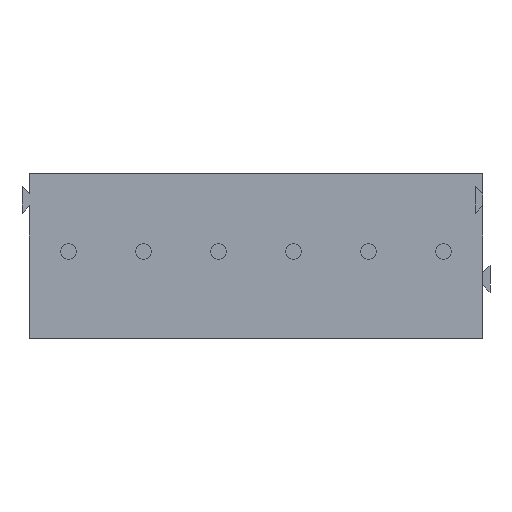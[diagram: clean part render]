
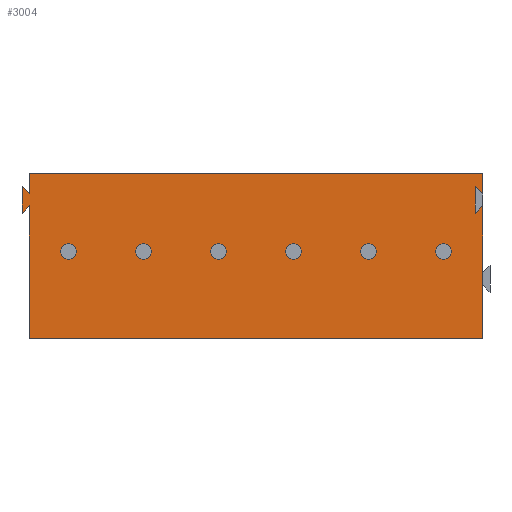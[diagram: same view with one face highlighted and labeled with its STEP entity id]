
A CAD part, front view. The second image highlights one B-rep face of the part: STEP entity #3004.
In plain terms, the highlighted planar face has unit normal (0, -1, 0).
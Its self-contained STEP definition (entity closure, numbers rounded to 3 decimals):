
#159=FACE_BOUND('',#559,.T.);
#160=FACE_BOUND('',#560,.T.);
#161=FACE_BOUND('',#561,.T.);
#162=FACE_BOUND('',#562,.T.);
#163=FACE_BOUND('',#563,.T.);
#164=FACE_BOUND('',#564,.T.);
#172=CIRCLE('',#3051,0.525);
#178=CIRCLE('',#3080,0.525);
#184=CIRCLE('',#3109,0.525);
#190=CIRCLE('',#3138,0.525);
#196=CIRCLE('',#3167,0.525);
#202=CIRCLE('',#3199,0.525);
#370=FACE_OUTER_BOUND('',#558,.T.);
#558=EDGE_LOOP('',(#2671,#2672,#2673,#2674,#2675,#2676,#2677,#2678,#2679,
#2680,#2681,#2682));
#559=EDGE_LOOP('',(#2683));
#560=EDGE_LOOP('',(#2684));
#561=EDGE_LOOP('',(#2685));
#562=EDGE_LOOP('',(#2686));
#563=EDGE_LOOP('',(#2687));
#564=EDGE_LOOP('',(#2688));
#596=LINE('',#4071,#944);
#600=LINE('',#4079,#948);
#606=LINE('',#4092,#954);
#610=LINE('',#4101,#958);
#613=LINE('',#4105,#961);
#617=LINE('',#4113,#965);
#619=LINE('',#4118,#967);
#622=LINE('',#4122,#970);
#899=LINE('',#4768,#1247);
#910=LINE('',#4801,#1258);
#911=LINE('',#4802,#1259);
#912=LINE('',#4804,#1260);
#944=VECTOR('',#3296,10.);
#948=VECTOR('',#3300,10.);
#954=VECTOR('',#3308,10.);
#958=VECTOR('',#3314,10.);
#961=VECTOR('',#3319,10.);
#965=VECTOR('',#3327,10.);
#967=VECTOR('',#3331,10.);
#970=VECTOR('',#3336,10.);
#1247=VECTOR('',#3949,10.);
#1258=VECTOR('',#3986,10.);
#1259=VECTOR('',#3987,10.);
#1260=VECTOR('',#3990,10.);
#1289=VERTEX_POINT('',#4068);
#1290=VERTEX_POINT('',#4070);
#1293=VERTEX_POINT('',#4076);
#1294=VERTEX_POINT('',#4078);
#1299=VERTEX_POINT('',#4089);
#1300=VERTEX_POINT('',#4091);
#1303=VERTEX_POINT('',#4098);
#1304=VERTEX_POINT('',#4100);
#1306=VERTEX_POINT('',#4111);
#1308=VERTEX_POINT('',#4117);
#1310=VERTEX_POINT('',#4127);
#1344=VERTEX_POINT('',#4235);
#1378=VERTEX_POINT('',#4343);
#1412=VERTEX_POINT('',#4451);
#1446=VERTEX_POINT('',#4559);
#1483=VERTEX_POINT('',#4679);
#1509=VERTEX_POINT('',#4766);
#1518=VERTEX_POINT('',#4799);
#1556=EDGE_CURVE('',#1290,#1289,#596,.T.);
#1560=EDGE_CURVE('',#1294,#1293,#600,.T.);
#1566=EDGE_CURVE('',#1300,#1299,#606,.T.);
#1570=EDGE_CURVE('',#1304,#1303,#610,.T.);
#1573=EDGE_CURVE('',#1303,#1300,#613,.T.);
#1577=EDGE_CURVE('',#1293,#1306,#617,.T.);
#1579=EDGE_CURVE('',#1308,#1290,#619,.T.);
#1582=EDGE_CURVE('',#1306,#1308,#622,.T.);
#1584=EDGE_CURVE('',#1310,#1310,#172,.T.);
#1635=EDGE_CURVE('',#1344,#1344,#178,.T.);
#1686=EDGE_CURVE('',#1378,#1378,#184,.T.);
#1737=EDGE_CURVE('',#1412,#1412,#190,.T.);
#1788=EDGE_CURVE('',#1446,#1446,#196,.T.);
#1845=EDGE_CURVE('',#1483,#1483,#202,.T.);
#1891=EDGE_CURVE('',#1289,#1509,#899,.T.);
#1906=EDGE_CURVE('',#1299,#1518,#910,.T.);
#1907=EDGE_CURVE('',#1509,#1304,#911,.T.);
#1908=EDGE_CURVE('',#1518,#1294,#912,.T.);
#2671=ORIENTED_EDGE('',*,*,#1579,.T.);
#2672=ORIENTED_EDGE('',*,*,#1556,.T.);
#2673=ORIENTED_EDGE('',*,*,#1891,.T.);
#2674=ORIENTED_EDGE('',*,*,#1907,.T.);
#2675=ORIENTED_EDGE('',*,*,#1570,.T.);
#2676=ORIENTED_EDGE('',*,*,#1573,.T.);
#2677=ORIENTED_EDGE('',*,*,#1566,.T.);
#2678=ORIENTED_EDGE('',*,*,#1906,.T.);
#2679=ORIENTED_EDGE('',*,*,#1908,.T.);
#2680=ORIENTED_EDGE('',*,*,#1560,.T.);
#2681=ORIENTED_EDGE('',*,*,#1577,.T.);
#2682=ORIENTED_EDGE('',*,*,#1582,.T.);
#2683=ORIENTED_EDGE('',*,*,#1584,.T.);
#2684=ORIENTED_EDGE('',*,*,#1686,.T.);
#2685=ORIENTED_EDGE('',*,*,#1788,.T.);
#2686=ORIENTED_EDGE('',*,*,#1737,.T.);
#2687=ORIENTED_EDGE('',*,*,#1635,.T.);
#2688=ORIENTED_EDGE('',*,*,#1845,.T.);
#2840=PLANE('',#3230);
#3004=ADVANCED_FACE('',(#370,#159,#160,#161,#162,#163,#164),#2840,.F.);
#3051=AXIS2_PLACEMENT_3D('',#4128,#3343,#3344);
#3080=AXIS2_PLACEMENT_3D('',#4236,#3446,#3447);
#3109=AXIS2_PLACEMENT_3D('',#4344,#3549,#3550);
#3138=AXIS2_PLACEMENT_3D('',#4452,#3652,#3653);
#3167=AXIS2_PLACEMENT_3D('',#4560,#3755,#3756);
#3199=AXIS2_PLACEMENT_3D('',#4680,#3870,#3871);
#3230=AXIS2_PLACEMENT_3D('',#4805,#3991,#3992);
#3296=DIRECTION('',(0.,0.,1.));
#3300=DIRECTION('',(0.,0.,1.));
#3308=DIRECTION('',(0.707,0.,0.707));
#3314=DIRECTION('',(-0.707,0.,0.707));
#3319=DIRECTION('',(0.,0.,-1.));
#3327=DIRECTION('',(-0.707,0.,-0.707));
#3331=DIRECTION('',(0.707,0.,-0.707));
#3336=DIRECTION('',(0.,0.,1.));
#3343=DIRECTION('center_axis',(0.,1.,0.));
#3344=DIRECTION('ref_axis',(1.,0.,0.));
#3446=DIRECTION('center_axis',(0.,1.,0.));
#3447=DIRECTION('ref_axis',(1.,0.,0.));
#3549=DIRECTION('center_axis',(0.,1.,0.));
#3550=DIRECTION('ref_axis',(1.,0.,0.));
#3652=DIRECTION('center_axis',(0.,1.,0.));
#3653=DIRECTION('ref_axis',(1.,0.,0.));
#3755=DIRECTION('center_axis',(0.,1.,0.));
#3756=DIRECTION('ref_axis',(1.,0.,0.));
#3870=DIRECTION('center_axis',(0.,1.,0.));
#3871=DIRECTION('ref_axis',(1.,0.,0.));
#3949=DIRECTION('',(-1.,0.,0.));
#3986=DIRECTION('',(0.,0.,-1.));
#3987=DIRECTION('',(0.,0.,-1.));
#3990=DIRECTION('',(1.,0.,0.));
#3991=DIRECTION('center_axis',(0.,1.,0.));
#3992=DIRECTION('ref_axis',(0.,0.,1.));
#4068=CARTESIAN_POINT('',(28.05,0.,5.3));
#4070=CARTESIAN_POINT('',(28.05,0.,3.9));
#4071=CARTESIAN_POINT('',(28.05,0.,-5.9));
#4076=CARTESIAN_POINT('',(28.05,0.,3.1));
#4078=CARTESIAN_POINT('',(28.05,0.,-5.9));
#4079=CARTESIAN_POINT('',(28.05,0.,-5.9));
#4089=CARTESIAN_POINT('',(-2.65,0.,3.1));
#4091=CARTESIAN_POINT('',(-3.15,0.,2.6));
#4092=CARTESIAN_POINT('',(-3.15,0.,2.6));
#4098=CARTESIAN_POINT('',(-3.15,0.,4.4));
#4100=CARTESIAN_POINT('',(-2.65,0.,3.9));
#4101=CARTESIAN_POINT('',(-2.65,0.,3.9));
#4105=CARTESIAN_POINT('',(-3.15,0.,4.4));
#4111=CARTESIAN_POINT('',(27.55,0.,2.6));
#4113=CARTESIAN_POINT('',(20.188,0.,-4.763));
#4117=CARTESIAN_POINT('',(27.55,0.,4.4));
#4118=CARTESIAN_POINT('',(21.838,0.,10.113));
#4122=CARTESIAN_POINT('',(27.55,0.,1.15));
#4127=CARTESIAN_POINT('',(24.875,0.,0.));
#4128=CARTESIAN_POINT('Origin',(25.4,0.,0.));
#4235=CARTESIAN_POINT('',(19.795,0.,0.));
#4236=CARTESIAN_POINT('Origin',(20.32,0.,0.));
#4343=CARTESIAN_POINT('',(14.715,0.,0.));
#4344=CARTESIAN_POINT('Origin',(15.24,0.,0.));
#4451=CARTESIAN_POINT('',(9.635,0.,0.));
#4452=CARTESIAN_POINT('Origin',(10.16,0.,0.));
#4559=CARTESIAN_POINT('',(4.555,0.,0.));
#4560=CARTESIAN_POINT('Origin',(5.08,0.,0.));
#4679=CARTESIAN_POINT('',(-0.525,0.,0.));
#4680=CARTESIAN_POINT('Origin',(0.,0.,0.));
#4766=CARTESIAN_POINT('',(-2.65,0.,5.3));
#4768=CARTESIAN_POINT('',(2.65,0.,5.3));
#4799=CARTESIAN_POINT('',(-2.65,0.,-5.9));
#4801=CARTESIAN_POINT('',(-2.65,0.,5.3));
#4802=CARTESIAN_POINT('',(-2.65,0.,5.3));
#4804=CARTESIAN_POINT('',(-2.65,0.,-5.9));
#4805=CARTESIAN_POINT('Origin',(0.,0.,-0.3));
